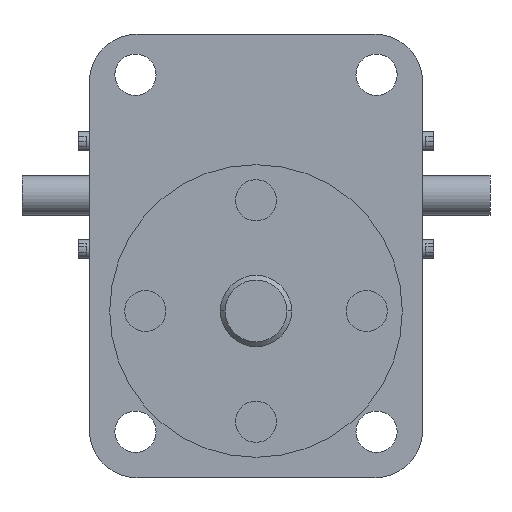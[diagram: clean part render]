
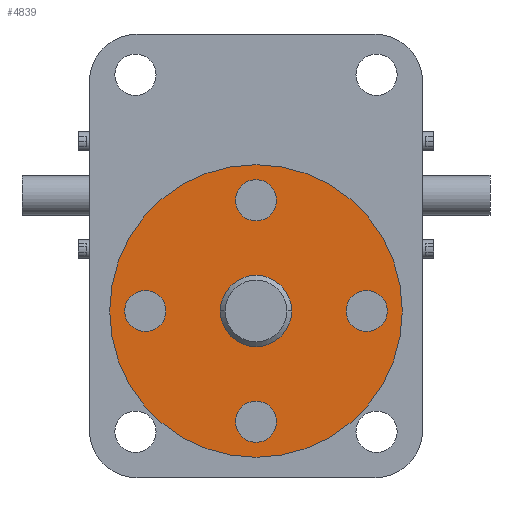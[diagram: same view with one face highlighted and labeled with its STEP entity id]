
A CAD part, front view. The second image highlights one B-rep face of the part: STEP entity #4839.
In plain terms, the highlighted face is planar.
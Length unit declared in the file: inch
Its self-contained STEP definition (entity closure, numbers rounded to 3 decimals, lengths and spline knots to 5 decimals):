
#34 = CARTESIAN_POINT ( 'NONE',  ( -0.7874, 0., 0. ) ) ;
#270 = AXIS2_PLACEMENT_3D ( 'NONE', #2493, #1720, #8451 ) ;
#284 = EDGE_LOOP ( 'NONE', ( #7464, #9402 ) ) ;
#336 = AXIS2_PLACEMENT_3D ( 'NONE', #1063, #493, #6408 ) ;
#358 = AXIS2_PLACEMENT_3D ( 'NONE', #7471, #8134, #2286 ) ;
#493 = DIRECTION ( 'NONE',  ( 1., 0., 0. ) ) ;
#558 = VERTEX_POINT ( 'NONE', #7004 ) ;
#723 = VERTEX_POINT ( 'NONE', #1493 ) ;
#752 = DIRECTION ( 'NONE',  ( -1., 0., 0. ) ) ;
#1063 = CARTESIAN_POINT ( 'NONE',  ( -0.7874, -2.75591, 0. ) ) ;
#1123 = AXIS2_PLACEMENT_3D ( 'NONE', #3081, #9183, #9174 ) ;
#1164 = ORIENTED_EDGE ( 'NONE', *, *, #1399, .T. ) ;
#1287 = CARTESIAN_POINT ( 'NONE',  ( -0.7874, 0., 3.64173 ) ) ;
#1294 = CARTESIAN_POINT ( 'NONE',  ( -0.7874, 2.75591, 0.51181 ) ) ;
#1349 = ORIENTED_EDGE ( 'NONE', *, *, #1363, .T. ) ;
#1363 = EDGE_CURVE ( 'NONE', #4953, #1954, #5861, .T. ) ;
#1399 = EDGE_CURVE ( 'NONE', #5599, #6758, #6688, .T. ) ;
#1418 = EDGE_CURVE ( 'NONE', #5351, #1898, #8148, .T. ) ;
#1493 = CARTESIAN_POINT ( 'NONE',  ( -0.7874, 0., 3.26772 ) ) ;
#1587 = AXIS2_PLACEMENT_3D ( 'NONE', #34, #7917, #3747 ) ;
#1720 = DIRECTION ( 'NONE',  ( -1., 0., 0. ) ) ;
#1869 = CARTESIAN_POINT ( 'NONE',  ( -0.7874, 0., 0.88583 ) ) ;
#1898 = VERTEX_POINT ( 'NONE', #1287 ) ;
#1938 = ORIENTED_EDGE ( 'NONE', *, *, #5205, .T. ) ;
#1954 = VERTEX_POINT ( 'NONE', #8855 ) ;
#2027 = CARTESIAN_POINT ( 'NONE',  ( -0.7874, 0., -2.75591 ) ) ;
#2146 = CARTESIAN_POINT ( 'NONE',  ( -0.7874, -2.75591, 0.51181 ) ) ;
#2286 = DIRECTION ( 'NONE',  ( 0., 0., -1. ) ) ;
#2294 = DIRECTION ( 'NONE',  ( 0., -1., 0. ) ) ;
#2396 = ORIENTED_EDGE ( 'NONE', *, *, #3445, .T. ) ;
#2493 = CARTESIAN_POINT ( 'NONE',  ( -0.7874, 0., 0. ) ) ;
#2645 = FACE_BOUND ( 'NONE', #9832, .T. ) ;
#2919 = CARTESIAN_POINT ( 'NONE',  ( -0.7874, 0., 0. ) ) ;
#3034 = EDGE_CURVE ( 'NONE', #1898, #5351, #10362, .T. ) ;
#3081 = CARTESIAN_POINT ( 'NONE',  ( -0.7874, 2.75591, 0. ) ) ;
#3259 = DIRECTION ( 'NONE',  ( 0., 0., 1. ) ) ;
#3414 = CARTESIAN_POINT ( 'NONE',  ( -0.7874, 0., 0. ) ) ;
#3445 = EDGE_CURVE ( 'NONE', #8160, #6176, #9903, .T. ) ;
#3581 = DIRECTION ( 'NONE',  ( 0., 0., 1. ) ) ;
#3612 = DIRECTION ( 'NONE',  ( 1., 0., 0. ) ) ;
#3640 = CIRCLE ( 'NONE', #5075, 0.51181 ) ;
#3651 = CIRCLE ( 'NONE', #9116, 0.51181 ) ;
#3732 = AXIS2_PLACEMENT_3D ( 'NONE', #10518, #7371, #7421 ) ;
#3747 = DIRECTION ( 'NONE',  ( 0., 0., 1. ) ) ;
#4023 = EDGE_CURVE ( 'NONE', #558, #6092, #6078, .T. ) ;
#4271 = DIRECTION ( 'NONE',  ( 1., 0., 0. ) ) ;
#4332 = CARTESIAN_POINT ( 'NONE',  ( -0.7874, -2.75591, -0.51181 ) ) ;
#4478 = FACE_BOUND ( 'NONE', #284, .T. ) ;
#4641 = EDGE_LOOP ( 'NONE', ( #5104, #7750 ) ) ;
#4774 = AXIS2_PLACEMENT_3D ( 'NONE', #7446, #5089, #5199 ) ;
#4819 = ORIENTED_EDGE ( 'NONE', *, *, #9450, .T. ) ;
#4839 = ADVANCED_FACE ( 'NONE', ( #5750, #5513, #8656, #6356, #2645, #4478 ), #7820, .F. ) ;
#4953 = VERTEX_POINT ( 'NONE', #1294 ) ;
#4997 = DIRECTION ( 'NONE',  ( 1., 0., 0. ) ) ;
#5027 = DIRECTION ( 'NONE',  ( 0., 1., 0. ) ) ;
#5032 = EDGE_CURVE ( 'NONE', #6092, #558, #6376, .T. ) ;
#5075 = AXIS2_PLACEMENT_3D ( 'NONE', #2027, #3612, #2294 ) ;
#5087 = ORIENTED_EDGE ( 'NONE', *, *, #1418, .T. ) ;
#5089 = DIRECTION ( 'NONE',  ( -1., 0., 0. ) ) ;
#5104 = ORIENTED_EDGE ( 'NONE', *, *, #9349, .T. ) ;
#5199 = DIRECTION ( 'NONE',  ( 0., 0., 1. ) ) ;
#5205 = EDGE_CURVE ( 'NONE', #6758, #5599, #8704, .T. ) ;
#5287 = CARTESIAN_POINT ( 'NONE',  ( -0.7874, 0., 2.75591 ) ) ;
#5349 = DIRECTION ( 'NONE',  ( 1., 0., 0. ) ) ;
#5351 = VERTEX_POINT ( 'NONE', #10447 ) ;
#5513 = FACE_BOUND ( 'NONE', #4641, .T. ) ;
#5599 = VERTEX_POINT ( 'NONE', #2146 ) ;
#5750 = FACE_BOUND ( 'NONE', #5974, .T. ) ;
#5861 = CIRCLE ( 'NONE', #358, 0.51181 ) ;
#5974 = EDGE_LOOP ( 'NONE', ( #2396, #4819 ) ) ;
#6078 = CIRCLE ( 'NONE', #1587, 0.88583 ) ;
#6092 = VERTEX_POINT ( 'NONE', #1869 ) ;
#6176 = VERTEX_POINT ( 'NONE', #10487 ) ;
#6272 = CIRCLE ( 'NONE', #3732, 0.51181 ) ;
#6356 = FACE_BOUND ( 'NONE', #6611, .T. ) ;
#6376 = CIRCLE ( 'NONE', #10034, 0.88583 ) ;
#6408 = DIRECTION ( 'NONE',  ( 0., 0., 1. ) ) ;
#6611 = EDGE_LOOP ( 'NONE', ( #1349, #7490 ) ) ;
#6688 = CIRCLE ( 'NONE', #336, 0.51181 ) ;
#6745 = ORIENTED_EDGE ( 'NONE', *, *, #3034, .T. ) ;
#6758 = VERTEX_POINT ( 'NONE', #4332 ) ;
#7004 = CARTESIAN_POINT ( 'NONE',  ( -0.7874, 0., -0.88583 ) ) ;
#7371 = DIRECTION ( 'NONE',  ( 1., 0., 0. ) ) ;
#7421 = DIRECTION ( 'NONE',  ( 0., 1., 0. ) ) ;
#7446 = CARTESIAN_POINT ( 'NONE',  ( -0.7874, 0., 0. ) ) ;
#7464 = ORIENTED_EDGE ( 'NONE', *, *, #5032, .F. ) ;
#7471 = CARTESIAN_POINT ( 'NONE',  ( -0.7874, 2.75591, 0. ) ) ;
#7490 = ORIENTED_EDGE ( 'NONE', *, *, #9290, .T. ) ;
#7750 = ORIENTED_EDGE ( 'NONE', *, *, #9337, .T. ) ;
#7820 = PLANE ( 'NONE',  #9880 ) ;
#7917 = DIRECTION ( 'NONE',  ( -1., 0., 0. ) ) ;
#8134 = DIRECTION ( 'NONE',  ( 1., 0., 0. ) ) ;
#8148 = CIRCLE ( 'NONE', #270, 3.64173 ) ;
#8160 = VERTEX_POINT ( 'NONE', #9276 ) ;
#8451 = DIRECTION ( 'NONE',  ( 0., 0., 1. ) ) ;
#8637 = EDGE_LOOP ( 'NONE', ( #6745, #5087 ) ) ;
#8656 = FACE_OUTER_BOUND ( 'NONE', #8637, .T. ) ;
#8704 = CIRCLE ( 'NONE', #10196, 0.51181 ) ;
#8711 = VERTEX_POINT ( 'NONE', #10612 ) ;
#8855 = CARTESIAN_POINT ( 'NONE',  ( -0.7874, 2.75591, -0.51181 ) ) ;
#9116 = AXIS2_PLACEMENT_3D ( 'NONE', #5287, #4997, #5027 ) ;
#9174 = DIRECTION ( 'NONE',  ( 0., 0., -1. ) ) ;
#9183 = DIRECTION ( 'NONE',  ( 1., 0., 0. ) ) ;
#9276 = CARTESIAN_POINT ( 'NONE',  ( -0.7874, 0., -2.24409 ) ) ;
#9290 = EDGE_CURVE ( 'NONE', #1954, #4953, #9570, .T. ) ;
#9337 = EDGE_CURVE ( 'NONE', #8711, #723, #6272, .T. ) ;
#9340 = CARTESIAN_POINT ( 'NONE',  ( -0.7874, 0., -2.75591 ) ) ;
#9349 = EDGE_CURVE ( 'NONE', #723, #8711, #3651, .T. ) ;
#9402 = ORIENTED_EDGE ( 'NONE', *, *, #4023, .F. ) ;
#9450 = EDGE_CURVE ( 'NONE', #6176, #8160, #3640, .T. ) ;
#9570 = CIRCLE ( 'NONE', #1123, 0.51181 ) ;
#9832 = EDGE_LOOP ( 'NONE', ( #1164, #1938 ) ) ;
#9880 = AXIS2_PLACEMENT_3D ( 'NONE', #3414, #4271, #10623 ) ;
#9899 = DIRECTION ( 'NONE',  ( 1., 0., 0. ) ) ;
#9903 = CIRCLE ( 'NONE', #10484, 0.51181 ) ;
#9976 = DIRECTION ( 'NONE',  ( 0., -1., 0. ) ) ;
#10034 = AXIS2_PLACEMENT_3D ( 'NONE', #2919, #752, #3581 ) ;
#10196 = AXIS2_PLACEMENT_3D ( 'NONE', #10262, #5349, #3259 ) ;
#10262 = CARTESIAN_POINT ( 'NONE',  ( -0.7874, -2.75591, 0. ) ) ;
#10362 = CIRCLE ( 'NONE', #4774, 3.64173 ) ;
#10447 = CARTESIAN_POINT ( 'NONE',  ( -0.7874, 0., -3.64173 ) ) ;
#10484 = AXIS2_PLACEMENT_3D ( 'NONE', #9340, #9899, #9976 ) ;
#10487 = CARTESIAN_POINT ( 'NONE',  ( -0.7874, 0., -3.26772 ) ) ;
#10518 = CARTESIAN_POINT ( 'NONE',  ( -0.7874, 0., 2.75591 ) ) ;
#10612 = CARTESIAN_POINT ( 'NONE',  ( -0.7874, 0., 2.24409 ) ) ;
#10623 = DIRECTION ( 'NONE',  ( 0., 0., -1. ) ) ;
